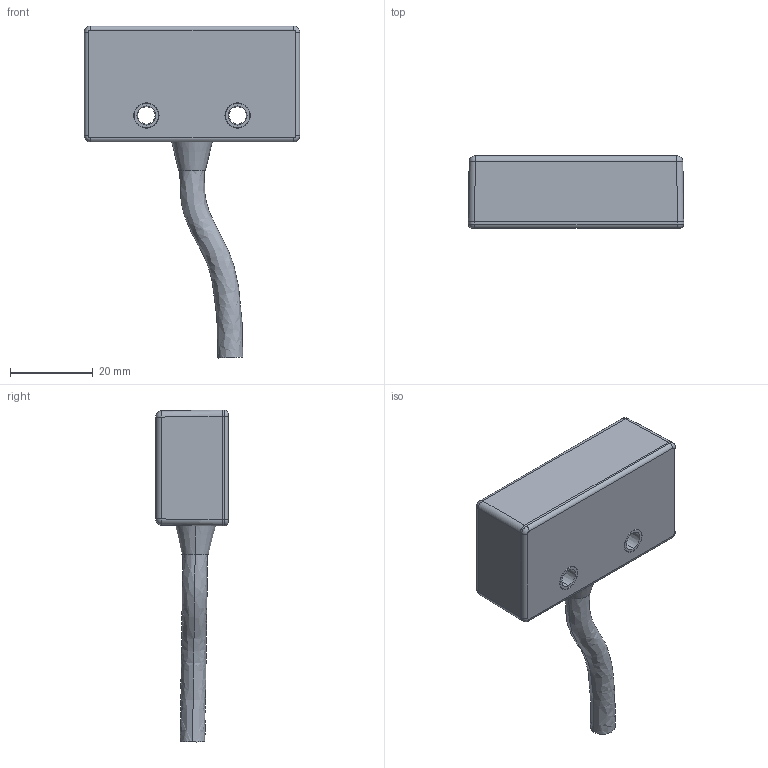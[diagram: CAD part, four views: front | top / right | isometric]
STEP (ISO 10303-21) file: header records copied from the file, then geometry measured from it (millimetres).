
FILE_DESCRIPTION (( 'STEP AP214' ), '1' );
FILE_NAME ('RDNK - Orange ABS Switch with Cable.STEP', '2018-04-24T12:31:44', ( '' ), ( '' ), 'SwSTEP 2.0', 'SolidWorks 2013', '' );
FILE_SCHEMA (( 'AUTOMOTIVE_DESIGN' ));
Length unit declared in the file: millimetre
Products named in the file (6): 102.060 (3mm flat top Red Green); cable 8 core; 103.018 (Grommet Short); 364.780 (RDNK Lid Orange); 364.780 (RDNK 6.5 Switch Orange); RDNK - Orange ABS Switch with Cable
Assembly tree (5 placements, depth 2):
  RDNK - Orange ABS Switch with Cable
    364.780 (RDNK 6.5 Switch Orange)
    364.780 (RDNK Lid Orange)
    103.018 (Grommet Short)
    cable 8 core
    102.060 (3mm flat top Red Green)
Bounding box: 52 x 17.5 x 80.14 mm (x, y, z)
Volume: 9902 mm3; surface area: 13458.6 mm2
Topology: 5 solids, 5 shells, 124 faces, 282 edges, 176 vertices
Faces by surface type: plane 54, cylinder 48, cone 10, torus 6, sphere 4, bspline 2
Entity records: 4556 total; most frequent: CARTESIAN_POINT 778, DIRECTION 646, ORIENTED_EDGE 556, EDGE_CURVE 278, AXIS2_PLACEMENT_3D 252, VERTEX_POINT 176, EDGE_LOOP 150, LINE 142
